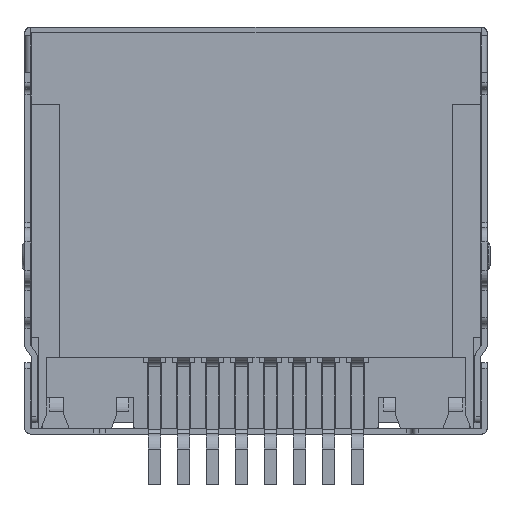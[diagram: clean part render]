
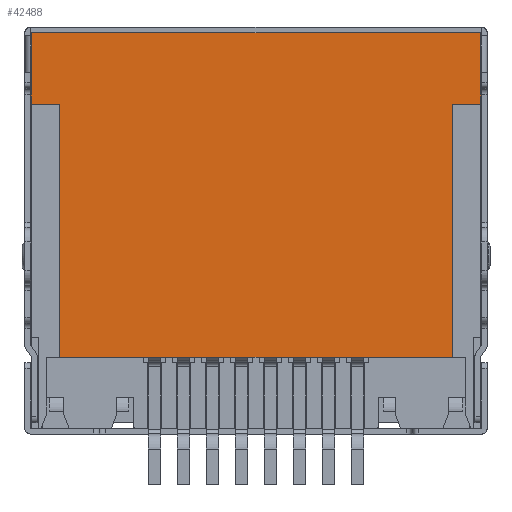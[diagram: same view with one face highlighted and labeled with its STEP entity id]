
A CAD part, front view. The second image highlights one B-rep face of the part: STEP entity #42488.
In plain terms, the highlighted planar face has unit normal (0, -1, 0).
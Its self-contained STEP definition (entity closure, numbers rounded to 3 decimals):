
#42417=DIRECTION('',(-1.,0.,0.));
#42418=VECTOR('',#42417,13.8);
#42419=CARTESIAN_POINT('',(6.9,-5.45,2.5));
#42420=LINE('',#42419,#42418);
#42421=DIRECTION('',(0.,0.,1.));
#42422=VECTOR('',#42421,8.9);
#42423=CARTESIAN_POINT('',(-6.9,-5.45,2.5));
#42424=LINE('',#42423,#42422);
#42425=DIRECTION('',(-1.,0.,0.));
#42426=VECTOR('',#42425,1.);
#42427=CARTESIAN_POINT('',(-6.9,-5.45,11.4));
#42428=LINE('',#42427,#42426);
#42429=DIRECTION('',(0.,0.,1.));
#42430=VECTOR('',#42429,2.5);
#42431=CARTESIAN_POINT('',(-7.9,-5.45,11.4));
#42432=LINE('',#42431,#42430);
#42433=DIRECTION('',(1.,0.,0.));
#42434=VECTOR('',#42433,15.8);
#42435=CARTESIAN_POINT('',(-7.9,-5.45,13.9));
#42436=LINE('',#42435,#42434);
#42437=DIRECTION('',(0.,0.,-1.));
#42438=VECTOR('',#42437,2.5);
#42439=CARTESIAN_POINT('',(7.9,-5.45,13.9));
#42440=LINE('',#42439,#42438);
#42441=DIRECTION('',(-1.,0.,0.));
#42442=VECTOR('',#42441,1.);
#42443=CARTESIAN_POINT('',(7.9,-5.45,11.4));
#42444=LINE('',#42443,#42442);
#42445=DIRECTION('',(0.,0.,-1.));
#42446=VECTOR('',#42445,8.9);
#42447=CARTESIAN_POINT('',(6.9,-5.45,11.4));
#42448=LINE('',#42447,#42446);
#42449=CARTESIAN_POINT('',(-6.9,-5.45,2.5));
#42450=CARTESIAN_POINT('',(6.9,-5.45,2.5));
#42451=VERTEX_POINT('',#42449);
#42452=VERTEX_POINT('',#42450);
#42453=CARTESIAN_POINT('',(6.9,-5.45,11.4));
#42454=VERTEX_POINT('',#42453);
#42455=CARTESIAN_POINT('',(7.9,-5.45,11.4));
#42456=VERTEX_POINT('',#42455);
#42457=CARTESIAN_POINT('',(7.9,-5.45,13.9));
#42458=VERTEX_POINT('',#42457);
#42459=CARTESIAN_POINT('',(-7.9,-5.45,13.9));
#42460=VERTEX_POINT('',#42459);
#42461=CARTESIAN_POINT('',(-7.9,-5.45,11.4));
#42462=VERTEX_POINT('',#42461);
#42463=CARTESIAN_POINT('',(-6.9,-5.45,11.4));
#42464=VERTEX_POINT('',#42463);
#42465=CARTESIAN_POINT('',(-8.216,-5.45,2.272));
#42466=DIRECTION('',(0.,-1.,0.));
#42467=DIRECTION('',(1.,0.,0.));
#42468=AXIS2_PLACEMENT_3D('',#42465,#42466,#42467);
#42469=PLANE('',#42468);
#42471=ORIENTED_EDGE('',*,*,#42470,.T.);
#42473=ORIENTED_EDGE('',*,*,#42472,.T.);
#42475=ORIENTED_EDGE('',*,*,#42474,.T.);
#42477=ORIENTED_EDGE('',*,*,#42476,.T.);
#42479=ORIENTED_EDGE('',*,*,#42478,.T.);
#42481=ORIENTED_EDGE('',*,*,#42480,.T.);
#42483=ORIENTED_EDGE('',*,*,#42482,.T.);
#42485=ORIENTED_EDGE('',*,*,#42484,.T.);
#42486=EDGE_LOOP('',(#42471,#42473,#42475,#42477,#42479,#42481,#42483,#42485));
#42487=FACE_OUTER_BOUND('',#42486,.F.);
#42488=ADVANCED_FACE('',(#42487),#42469,.T.);
#42470=EDGE_CURVE('',#42452,#42451,#42420,.T.);
#42472=EDGE_CURVE('',#42451,#42464,#42424,.T.);
#42474=EDGE_CURVE('',#42464,#42462,#42428,.T.);
#42476=EDGE_CURVE('',#42462,#42460,#42432,.T.);
#42478=EDGE_CURVE('',#42460,#42458,#42436,.T.);
#42480=EDGE_CURVE('',#42458,#42456,#42440,.T.);
#42482=EDGE_CURVE('',#42456,#42454,#42444,.T.);
#42484=EDGE_CURVE('',#42454,#42452,#42448,.T.);
